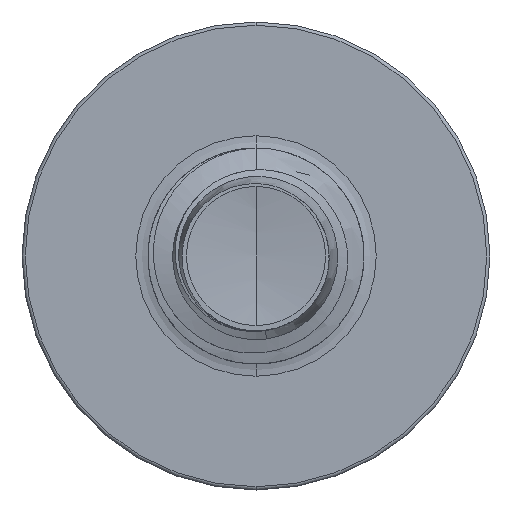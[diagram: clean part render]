
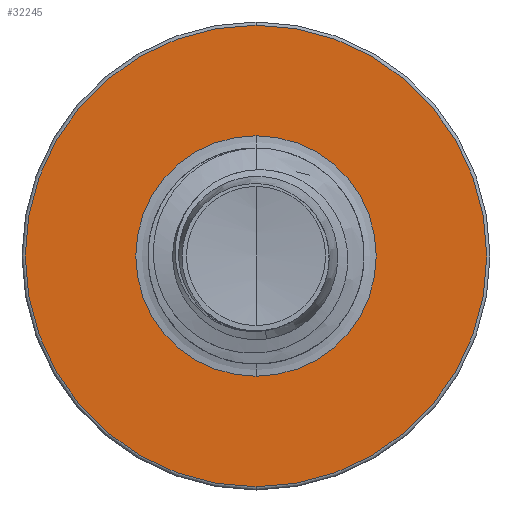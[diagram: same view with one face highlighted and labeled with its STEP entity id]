
A CAD part, front view. The second image highlights one B-rep face of the part: STEP entity #32245.
In plain terms, the highlighted planar face has unit normal (0, -1, 0).
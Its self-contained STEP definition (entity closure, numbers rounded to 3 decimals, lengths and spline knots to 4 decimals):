
#186 = CARTESIAN_POINT ( 'NONE',  ( 0., 11., -3.205 ) ) ;
#1973 = EDGE_CURVE ( 'NONE', #33445, #19382, #14717, .T. ) ;
#3746 = FACE_BOUND ( 'NONE', #20034, .T. ) ;
#4528 = DIRECTION ( 'NONE',  ( 0., 0., 1. ) ) ;
#4585 = DIRECTION ( 'NONE',  ( 0., 1., 0. ) ) ;
#4606 = CARTESIAN_POINT ( 'NONE',  ( 0., 11., 0. ) ) ;
#6069 = DIRECTION ( 'NONE',  ( 0., 0., 1. ) ) ;
#6080 = DIRECTION ( 'NONE',  ( 0., 1., 0. ) ) ;
#6154 = CARTESIAN_POINT ( 'NONE',  ( 0., 11., 0. ) ) ;
#6516 = CIRCLE ( 'NONE', #29177, 1.6704 ) ;
#8196 = AXIS2_PLACEMENT_3D ( 'NONE', #13259, #16669, #30209 ) ;
#9041 = CARTESIAN_POINT ( 'NONE',  ( 0., 11., 0. ) ) ;
#9382 = PLANE ( 'NONE',  #8196 ) ;
#10655 = EDGE_CURVE ( 'NONE', #28346, #19389, #18263, .T. ) ;
#10886 = EDGE_CURVE ( 'NONE', #19382, #33445, #28416, .T. ) ;
#11808 = AXIS2_PLACEMENT_3D ( 'NONE', #25811, #31458, #25118 ) ;
#12274 = AXIS2_PLACEMENT_3D ( 'NONE', #4606, #4585, #4528 ) ;
#12928 = DIRECTION ( 'NONE',  ( 0., 0., 1. ) ) ;
#13259 = CARTESIAN_POINT ( 'NONE',  ( 0., 11., -1.6704 ) ) ;
#13939 = ORIENTED_EDGE ( 'NONE', *, *, #10886, .F. ) ;
#14717 = CIRCLE ( 'NONE', #11808, 3.205 ) ;
#16669 = DIRECTION ( 'NONE',  ( 0., 1., 0. ) ) ;
#18263 = CIRCLE ( 'NONE', #21814, 1.6704 ) ;
#19382 = VERTEX_POINT ( 'NONE', #186 ) ;
#19389 = VERTEX_POINT ( 'NONE', #33873 ) ;
#20034 = EDGE_LOOP ( 'NONE', ( #22241, #27866 ) ) ;
#21814 = AXIS2_PLACEMENT_3D ( 'NONE', #6154, #6080, #6069 ) ;
#22241 = ORIENTED_EDGE ( 'NONE', *, *, #10655, .T. ) ;
#22565 = FACE_OUTER_BOUND ( 'NONE', #28808, .T. ) ;
#25118 = DIRECTION ( 'NONE',  ( 0., 0., 1. ) ) ;
#25811 = CARTESIAN_POINT ( 'NONE',  ( 0., 11., 0. ) ) ;
#27328 = ORIENTED_EDGE ( 'NONE', *, *, #1973, .F. ) ;
#27866 = ORIENTED_EDGE ( 'NONE', *, *, #31883, .T. ) ;
#28346 = VERTEX_POINT ( 'NONE', #30706 ) ;
#28416 = CIRCLE ( 'NONE', #12274, 3.205 ) ;
#28535 = DIRECTION ( 'NONE',  ( 0., 1., 0. ) ) ;
#28808 = EDGE_LOOP ( 'NONE', ( #27328, #13939 ) ) ;
#29177 = AXIS2_PLACEMENT_3D ( 'NONE', #9041, #28535, #12928 ) ;
#30209 = DIRECTION ( 'NONE',  ( 0., 0., 1. ) ) ;
#30706 = CARTESIAN_POINT ( 'NONE',  ( 0., 11., 1.6704 ) ) ;
#31458 = DIRECTION ( 'NONE',  ( 0., 1., 0. ) ) ;
#31883 = EDGE_CURVE ( 'NONE', #19389, #28346, #6516, .T. ) ;
#32245 = ADVANCED_FACE ( 'NONE', ( #22565, #3746 ), #9382, .F. ) ;
#32920 = CARTESIAN_POINT ( 'NONE',  ( 0., 11., 3.205 ) ) ;
#33445 = VERTEX_POINT ( 'NONE', #32920 ) ;
#33873 = CARTESIAN_POINT ( 'NONE',  ( 0., 11., -1.6704 ) ) ;
